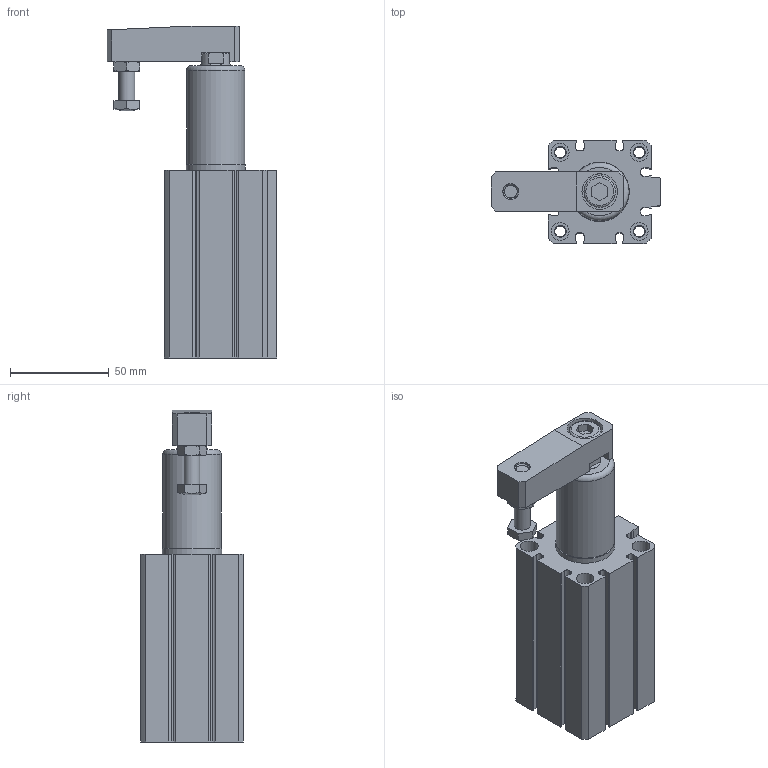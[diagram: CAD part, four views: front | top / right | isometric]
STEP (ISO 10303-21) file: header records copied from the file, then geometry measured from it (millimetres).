
FILE_DESCRIPTION( ( 'STEP AP203' ), '1' );
FILE_NAME( 'MCKC-40-30(0)-R.stp', '2020-07-14T12:32:36', ( 'License CC BY-ND 4.0' ), ( 'CADENAS' ), ' ', 'PARTsolutions', ' ' );
FILE_SCHEMA( ( 'CONFIG_CONTROL_DESIGN' ) );
Length unit declared in the file: millimetre
Products named in the file (5): MCKC-40-30(0)-R; _MCKC-40-30-L_(b); _MCKC-40-30_(r); _MCKC-40_(arm); _MCKC-40_(screw)
Assembly tree (4 placements, depth 2):
  MCKC-40-30(0)-R
    _MCKC-40-30-L_(b)
    _MCKC-40-30_(r)
    _MCKC-40_(arm)
    _MCKC-40_(screw)
Bounding box: 86 x 52 x 168 mm (x, y, z)
Volume: 246212.5 mm3; surface area: 79103.2 mm2
Topology: 4 solids, 4 shells, 248 faces, 624 edges, 407 vertices
Faces by surface type: plane 151, cylinder 56, cone 38, torus 2, sphere 1
Full cylindrical faces by diameter (mm): 2.5 x2, 5.5 x4, 6.647 x1, 8 x2, 8.376 x1, 8.566 x2, 9 x8, 10 x1, 10.5 x1, 16 x3, 18 x1, 29.5 x1, 30 x1, 34 x1, 40 x2
Entity records: 7259 total; most frequent: CARTESIAN_POINT 1358, DIRECTION 1187, ORIENTED_EDGE 1102, EDGE_CURVE 551, AXIS2_PLACEMENT_3D 415, VERTEX_POINT 394, LINE 357, VECTOR 357
